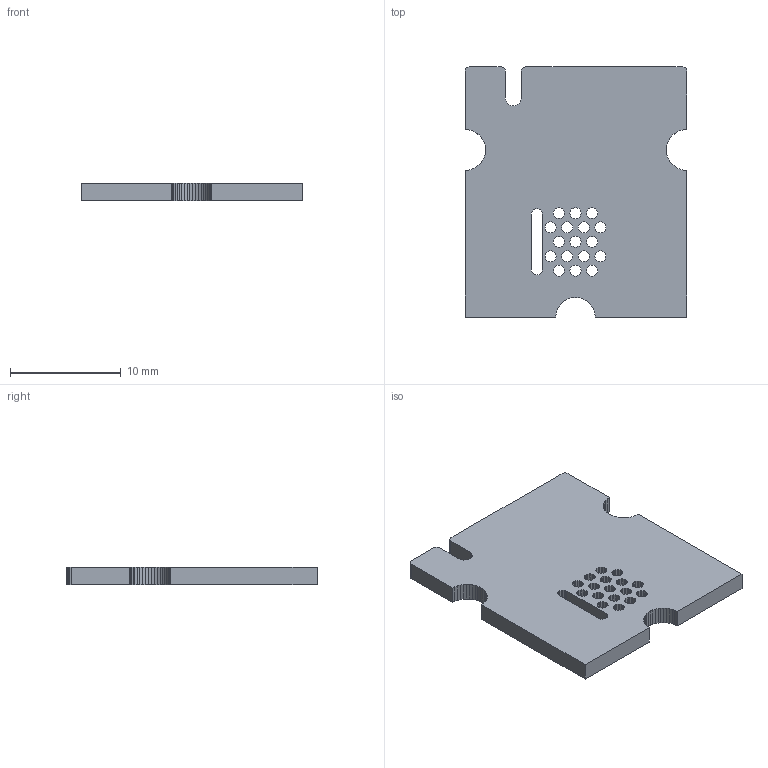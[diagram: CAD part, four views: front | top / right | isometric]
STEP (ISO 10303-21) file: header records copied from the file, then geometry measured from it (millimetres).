
FILE_DESCRIPTION(('KiCad electronic assembly'),'2;1');
FILE_NAME('Pixel.Cookie.Board.step','2023-04-18T14:25:07',('Pcbnew'),( 'Kicad'),'Open CASCADE STEP processor 7.6','KiCad to STEP converter' ,'Unknown');
FILE_SCHEMA(('AUTOMOTIVE_DESIGN { 1 0 10303 214 1 1 1 1 }'));
Length unit declared in the file: millimetre
Products named in the file (2): Pixel.Cookie.Board 1; PCB
Assembly tree (1 placements, depth 2):
  Pixel.Cookie.Board 1
    PCB
Bounding box: 20.04 x 22.61 x 1.6 mm (x, y, z)
Volume: 661.3 mm3; surface area: 1088.4 mm2
Topology: 1 solids, 1 shells, 509 faces, 1521 edges, 1014 vertices
Faces by surface type: plane 509
Entity records: 36647 total; most frequent: CARTESIAN_POINT 6088, DIRECTION 5585, LINE 4563, VECTOR 4563, ORIENTED_EDGE 3042, PCURVE 3042, DEFINITIONAL_REPRESENTATION 3042, EDGE_CURVE 1521
